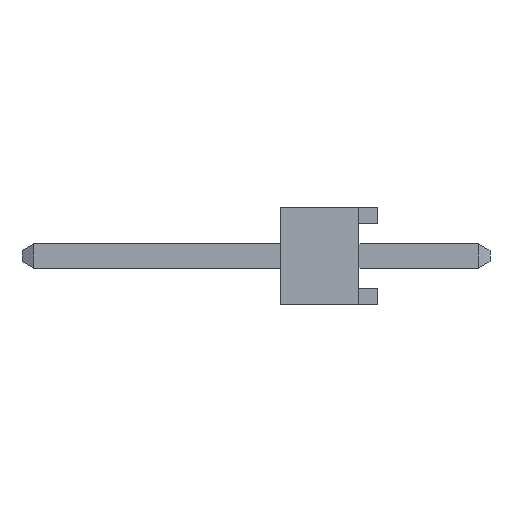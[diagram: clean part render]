
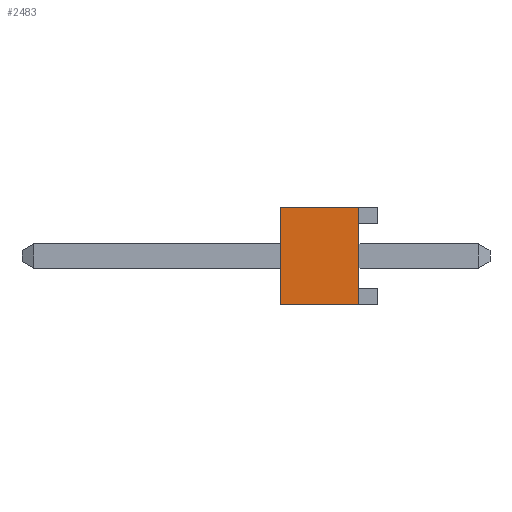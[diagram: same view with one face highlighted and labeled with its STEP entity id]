
A CAD part, left-side view. The second image highlights one B-rep face of the part: STEP entity #2483.
In plain terms, the highlighted planar face has unit normal (-1, 0, 0).
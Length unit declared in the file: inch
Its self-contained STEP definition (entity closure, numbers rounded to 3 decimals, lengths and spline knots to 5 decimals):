
#437 = FACE_OUTER_BOUND ( 'NONE', #11768, .T. ) ;
#1021 = EDGE_CURVE ( 'NONE', #9312, #6808, #2984, .T. ) ;
#1307 = DIRECTION ( 'NONE',  ( 0., -1., 0. ) ) ;
#1613 = DIRECTION ( 'NONE',  ( 1., 0., 0. ) ) ;
#2065 = PLANE ( 'NONE',  #12875 ) ;
#2483 = ADVANCED_FACE ( 'NONE', ( #437 ), #2065, .F. ) ;
#2920 = EDGE_CURVE ( 'NONE', #13733, #6808, #5093, .T. ) ;
#2984 = LINE ( 'NONE', #10853, #13074 ) ;
#3854 = DIRECTION ( 'NONE',  ( 0., 0., -1. ) ) ;
#4052 = CARTESIAN_POINT ( 'NONE',  ( -0.7, 0.1, 0.05 ) ) ;
#4813 = CARTESIAN_POINT ( 'NONE',  ( -0.7, 0.02, -0.05 ) ) ;
#5093 = LINE ( 'NONE', #6486, #14278 ) ;
#6486 = CARTESIAN_POINT ( 'NONE',  ( -0.7, 0.1, -0.05 ) ) ;
#6808 = VERTEX_POINT ( 'NONE', #4813 ) ;
#7630 = CARTESIAN_POINT ( 'NONE',  ( -0.7, 0.02, 0.05 ) ) ;
#8011 = DIRECTION ( 'NONE',  ( 0., -1., 0. ) ) ;
#8248 = CARTESIAN_POINT ( 'NONE',  ( -0.7, 0.1, -0.05 ) ) ;
#8779 = LINE ( 'NONE', #9256, #16364 ) ;
#9148 = VERTEX_POINT ( 'NONE', #4052 ) ;
#9256 = CARTESIAN_POINT ( 'NONE',  ( -0.7, 0.1, 0.05 ) ) ;
#9312 = VERTEX_POINT ( 'NONE', #7630 ) ;
#9936 = ORIENTED_EDGE ( 'NONE', *, *, #2920, .T. ) ;
#9989 = ORIENTED_EDGE ( 'NONE', *, *, #1021, .F. ) ;
#10085 = ORIENTED_EDGE ( 'NONE', *, *, #13901, .F. ) ;
#10137 = ORIENTED_EDGE ( 'NONE', *, *, #17294, .T. ) ;
#10843 = DIRECTION ( 'NONE',  ( 0., 0., -1. ) ) ;
#10853 = CARTESIAN_POINT ( 'NONE',  ( -0.7, 0.02, 0.05 ) ) ;
#11129 = DIRECTION ( 'NONE',  ( 0., 1., 0. ) ) ;
#11768 = EDGE_LOOP ( 'NONE', ( #9936, #9989, #10085, #10137 ) ) ;
#12875 = AXIS2_PLACEMENT_3D ( 'NONE', #16112, #1613, #11129 ) ;
#13074 = VECTOR ( 'NONE', #10843, 39.37008 ) ;
#13733 = VERTEX_POINT ( 'NONE', #8248 ) ;
#13901 = EDGE_CURVE ( 'NONE', #9148, #9312, #8779, .T. ) ;
#14278 = VECTOR ( 'NONE', #1307, 39.37008 ) ;
#16112 = CARTESIAN_POINT ( 'NONE',  ( -0.7, 0.1, 0.05 ) ) ;
#16364 = VECTOR ( 'NONE', #8011, 39.37008 ) ;
#16690 = VECTOR ( 'NONE', #3854, 39.37008 ) ;
#16809 = LINE ( 'NONE', #17116, #16690 ) ;
#17116 = CARTESIAN_POINT ( 'NONE',  ( -0.7, 0.1, 0.05 ) ) ;
#17294 = EDGE_CURVE ( 'NONE', #9148, #13733, #16809, .T. ) ;
